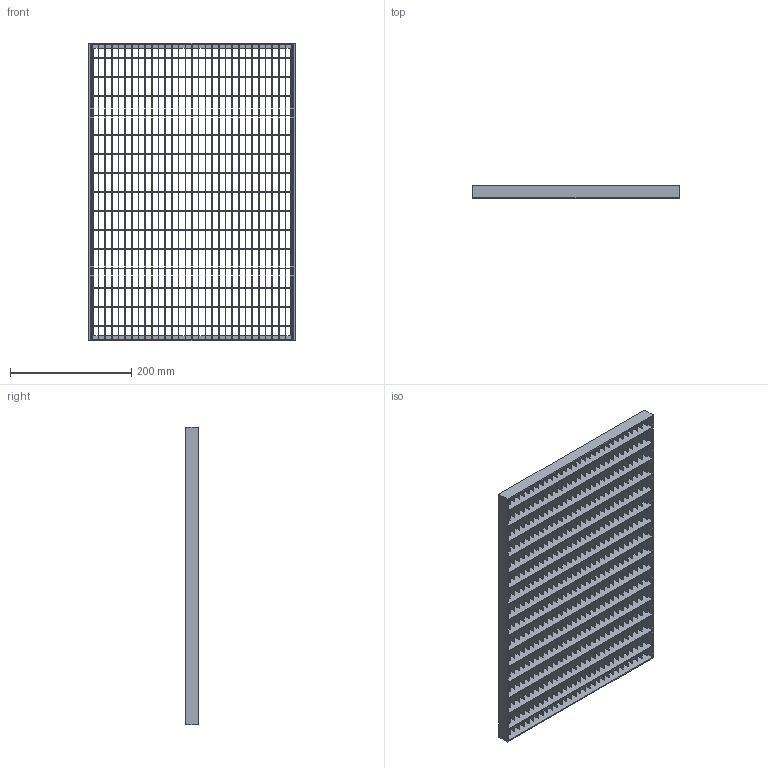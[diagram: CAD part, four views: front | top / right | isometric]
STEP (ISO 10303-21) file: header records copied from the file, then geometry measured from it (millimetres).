
FILE_DESCRIPTION (( 'STEP AP203' ), '1' );
FILE_NAME ('23-34493120-7.step', '2015-08-26T22:53:11', ( '' ), ( '' ), 'SwSTEP 2.0', 'SolidWorks 2015', '' );
FILE_SCHEMA (( 'CONFIG_CONTROL_DESIGN' ));
Length unit declared in the file: millimetre
Products named in the file (1): 23-34493120-7
Bounding box: 340 x 20 x 490 mm (x, y, z)
Volume: 377315 mm3; surface area: 605257 mm2
Topology: 1 solids, 1 shells, 1780 faces, 6716 edges, 4472 vertices
Faces by surface type: plane 1780
Entity records: 71275 total; most frequent: ORIENTED_EDGE 13432, CARTESIAN_POINT 12987, DIRECTION 10272, EDGE_CURVE 6716, LINE 6710, VECTOR 6710, VERTEX_POINT 4472, EDGE_LOOP 2274
